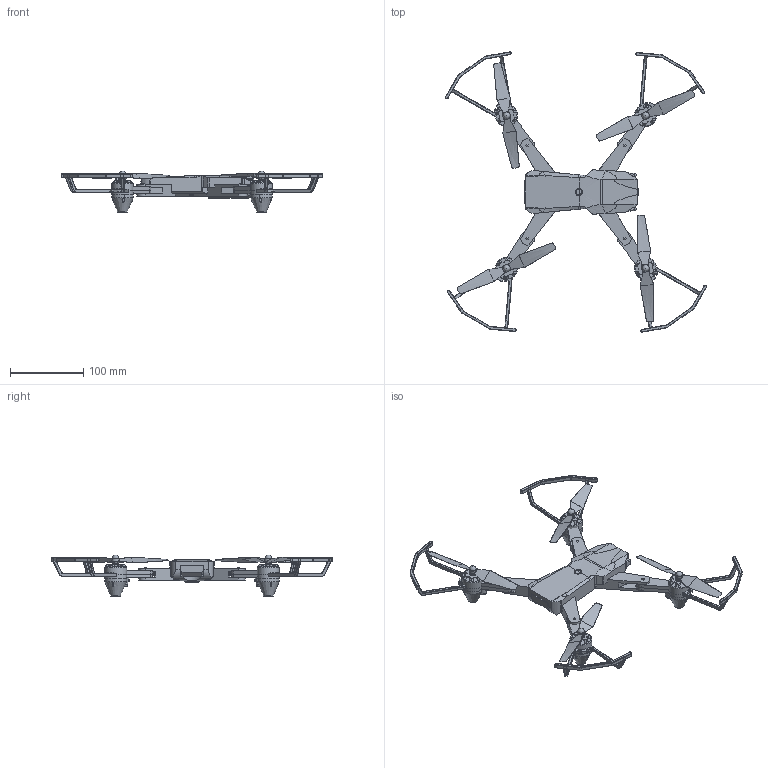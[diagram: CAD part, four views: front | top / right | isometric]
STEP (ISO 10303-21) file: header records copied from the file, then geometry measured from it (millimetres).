
FILE_DESCRIPTION(/* description */ (''),/* implementation_level */ '2;1');
FILE_NAME(/* name */ 'Drone_.step',/* time_stamp */ '2024-07-13T16:52:05+05:30',/* author */ (''),/* organization */ (''),/* preprocessor_version */ 'ST-DEVELOPER v20',/* originating_system */ 'Autodesk Translation Framework v13.14.0.145',/* authorisation */ '');
FILE_SCHEMA (('AUTOMOTIVE_DESIGN { 1 0 10303 214 3 1 1 }'));
Length unit declared in the file: centimetre
Products named in the file (6): Drone; Battery v2; use arm v3; propeller v2; guard v2; Component5
Assembly tree (17 placements, depth 2):
  Drone
    Battery v2
    use arm v3  x4
    propeller v2  x4
    guard v2  x4
    Component5  x4
Bounding box: 357.57 x 383.71 x 57.35 mm (x, y, z)
Volume: 380156.2 mm3; surface area: 171806.7 mm2
Topology: 77 solids, 77 shells, 2653 faces, 6831 edges, 4371 vertices
Faces by surface type: plane 1155, cylinder 768, bspline 495, torus 193, sphere 28, cone 14
Full cylindrical faces by diameter (mm): 0.95 x4, 1 x4, 1.45 x24, 1.451 x20, 1.5 x4, 1.81 x4, 1.9 x4, 2 x12, 2.24 x8, 2.529 x4, 4 x17, 4.472 x1, 5 x1, 5.65 x4, 5.66 x4, 6 x1, 6.401 x1, 8 x5, 8.39 x1, 9 x4, 10 x10, 10.27 x4, 11.03 x4, 12 x4, 30 x8
Entity records: 45171 total; most frequent: CARTESIAN_POINT 14962, ORIENTED_EDGE 6486, DIRECTION 5618, EDGE_CURVE 3243, VERTEX_POINT 2112, AXIS2_PLACEMENT_3D 1944, LINE 1730, VECTOR 1730
